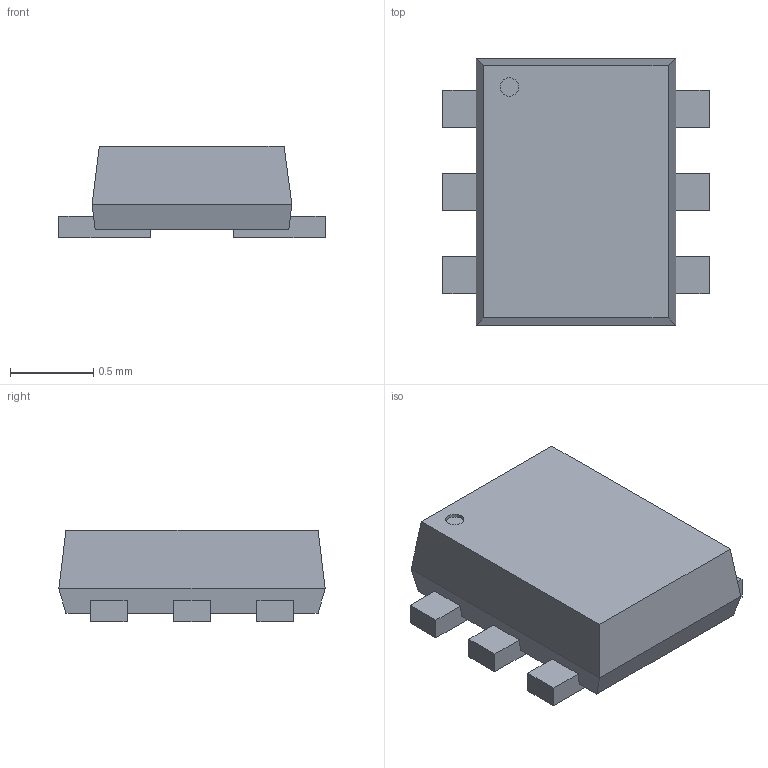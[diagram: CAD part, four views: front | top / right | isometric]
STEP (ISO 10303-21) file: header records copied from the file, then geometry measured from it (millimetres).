
FILE_DESCRIPTION(('FreeCAD Model'),'2;1');
FILE_NAME( 'SOT-563.step', '2016-07-22T15:33:33',('Author'),(''), 'Open CASCADE STEP processor 6.8','FreeCAD','Unknown');
FILE_SCHEMA(('AUTOMOTIVE_DESIGN_CC2 { 1 2 10303 214 -1 1 5 4 }'));
Length unit declared in the file: inch
Products named in the file (2): ASSEMBLY; SOT-563
Assembly tree (1 placements, depth 2):
  ASSEMBLY
    SOT-563
Bounding box: 1.6 x 1.6 x 0.55 mm (x, y, z)
Volume: 1 mm3; surface area: 7.4 mm2
Topology: 1 solids, 1 shells, 48 faces, 131 edges, 86 vertices
Faces by surface type: plane 39, bspline 8, cylinder 1
Full cylindrical faces by diameter (mm): 0.11 x1
Entity records: 8796 total; most frequent: CARTESIAN_POINT 6017, DIRECTION 366, LINE 277, VECTOR 277, ORIENTED_EDGE 262, PCURVE 262, DEFINITIONAL_REPRESENTATION 262, EDGE_CURVE 131
